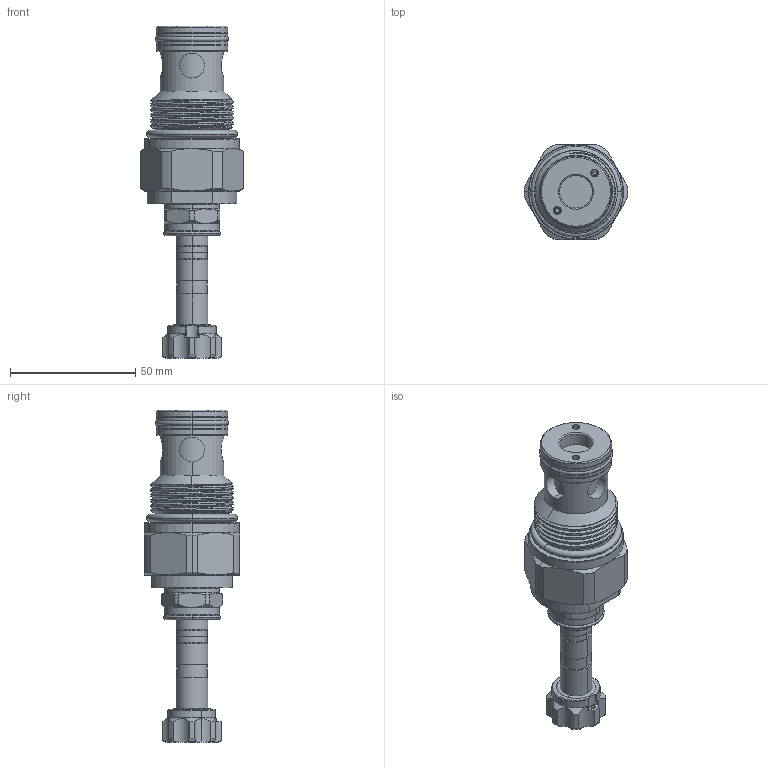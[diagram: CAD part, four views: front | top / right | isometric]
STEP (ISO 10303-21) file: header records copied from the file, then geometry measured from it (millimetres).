
FILE_DESCRIPTION (( 'STEP AP203' ), '1' );
FILE_NAME ('EP16W2A01N95.STEP', '2016-08-24T05:18:21', ( '' ), ( '' ), 'SwSTEP 2.0', 'SolidWorks 2012', '' );
FILE_SCHEMA (( 'CONFIG_CONTROL_DESIGN' ));
Length unit declared in the file: millimetre
Products named in the file (1): EP16W2A01N95
Bounding box: 41.5 x 38 x 132.75 mm (x, y, z)
Volume: 71972.3 mm3; surface area: 18271.9 mm2
Topology: 5 solids, 5 shells, 263 faces, 608 edges, 369 vertices
Faces by surface type: cylinder 123, cone 55, torus 42, plane 38, bspline 5
Entity records: 10325 total; most frequent: CARTESIAN_POINT 4327, DIRECTION 1297, ORIENTED_EDGE 1216, EDGE_CURVE 608, AXIS2_PLACEMENT_3D 558, VERTEX_POINT 369, CIRCLE 299, EDGE_LOOP 287
